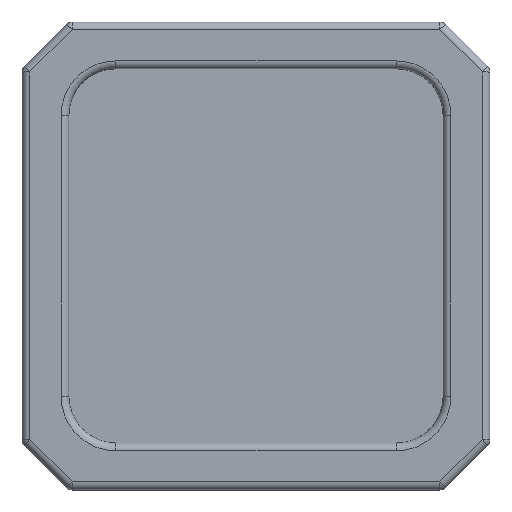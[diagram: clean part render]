
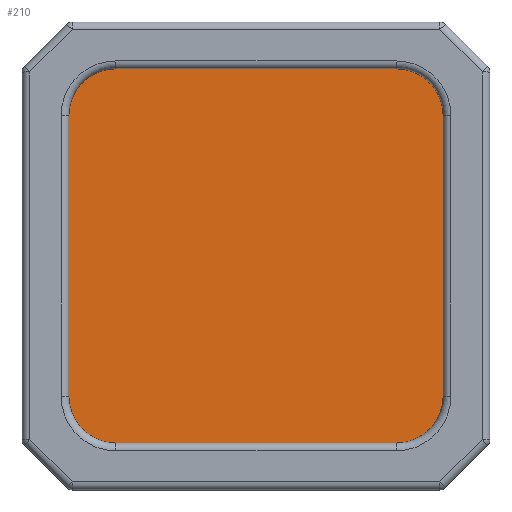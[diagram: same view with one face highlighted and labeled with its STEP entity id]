
A CAD part, top view. The second image highlights one B-rep face of the part: STEP entity #210.
In plain terms, the highlighted planar face has unit normal (0, 0, 1).
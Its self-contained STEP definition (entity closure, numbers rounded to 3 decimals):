
#36 = DIRECTION ( 'NONE',  ( -1., 0., 0. ) ) ;
#187 = CARTESIAN_POINT ( 'NONE',  ( 1.5, -15.056, 5. ) ) ;
#210 = ADVANCED_FACE ( 'NONE', ( #1921 ), #365, .T. ) ;
#258 = ORIENTED_EDGE ( 'NONE', *, *, #1741, .F. ) ;
#264 = EDGE_CURVE ( 'NONE', #733, #1058, #1218, .T. ) ;
#296 = VERTEX_POINT ( 'NONE', #1177 ) ;
#314 = CIRCLE ( 'NONE', #1387, 3. ) ;
#339 = DIRECTION ( 'NONE',  ( 0., 0., -1. ) ) ;
#348 = DIRECTION ( 'NONE',  ( 0., 0., -1. ) ) ;
#365 = PLANE ( 'NONE',  #1173 ) ;
#393 = VECTOR ( 'NONE', #566, 1000. ) ;
#461 = VERTEX_POINT ( 'NONE', #1476 ) ;
#501 = EDGE_CURVE ( 'NONE', #296, #999, #1214, .T. ) ;
#516 = CARTESIAN_POINT ( 'NONE',  ( -16.5, 2.944, 5. ) ) ;
#556 = ORIENTED_EDGE ( 'NONE', *, *, #501, .F. ) ;
#562 = ORIENTED_EDGE ( 'NONE', *, *, #1395, .F. ) ;
#566 = DIRECTION ( 'NONE',  ( 0., -1., 0. ) ) ;
#625 = DIRECTION ( 'NONE',  ( 1., 0., 0. ) ) ;
#715 = CIRCLE ( 'NONE', #839, 3. ) ;
#733 = VERTEX_POINT ( 'NONE', #1299 ) ;
#764 = DIRECTION ( 'NONE',  ( 1., 0., 0. ) ) ;
#772 = VERTEX_POINT ( 'NONE', #1449 ) ;
#805 = VECTOR ( 'NONE', #36, 1000. ) ;
#831 = DIRECTION ( 'NONE',  ( 1., 0., 0. ) ) ;
#839 = AXIS2_PLACEMENT_3D ( 'NONE', #187, #339, #764 ) ;
#852 = EDGE_CURVE ( 'NONE', #461, #296, #1212, .T. ) ;
#895 = VERTEX_POINT ( 'NONE', #1871 ) ;
#986 = CARTESIAN_POINT ( 'NONE',  ( 0., 5.944, 5. ) ) ;
#999 = VERTEX_POINT ( 'NONE', #1902 ) ;
#1021 = ORIENTED_EDGE ( 'NONE', *, *, #1562, .F. ) ;
#1058 = VERTEX_POINT ( 'NONE', #1759 ) ;
#1087 = CARTESIAN_POINT ( 'NONE',  ( -16.5, -15.056, 5. ) ) ;
#1120 = CARTESIAN_POINT ( 'NONE',  ( 0., -18.056, 5. ) ) ;
#1173 = AXIS2_PLACEMENT_3D ( 'NONE', #1872, #1583, #831 ) ;
#1177 = CARTESIAN_POINT ( 'NONE',  ( -16.5, -18.056, 5. ) ) ;
#1212 = LINE ( 'NONE', #1120, #805 ) ;
#1214 = CIRCLE ( 'NONE', #1313, 3. ) ;
#1215 = DIRECTION ( 'NONE',  ( 0., 0., -1. ) ) ;
#1218 = LINE ( 'NONE', #1311, #393 ) ;
#1259 = VECTOR ( 'NONE', #1485, 1000. ) ;
#1278 = ORIENTED_EDGE ( 'NONE', *, *, #852, .F. ) ;
#1299 = CARTESIAN_POINT ( 'NONE',  ( 4.5, 2.944, 5. ) ) ;
#1311 = CARTESIAN_POINT ( 'NONE',  ( 4.5, 0., 5. ) ) ;
#1313 = AXIS2_PLACEMENT_3D ( 'NONE', #1087, #1215, #625 ) ;
#1387 = AXIS2_PLACEMENT_3D ( 'NONE', #516, #348, #1855 ) ;
#1395 = EDGE_CURVE ( 'NONE', #1694, #733, #1588, .T. ) ;
#1401 = EDGE_LOOP ( 'NONE', ( #556, #1278, #1927, #1779, #562, #258, #1800, #1021 ) ) ;
#1449 = CARTESIAN_POINT ( 'NONE',  ( -19.5, 2.944, 5. ) ) ;
#1469 = VECTOR ( 'NONE', #1865, 1000. ) ;
#1476 = CARTESIAN_POINT ( 'NONE',  ( 1.5, -18.056, 5. ) ) ;
#1485 = DIRECTION ( 'NONE',  ( 0., 1., 0. ) ) ;
#1539 = CARTESIAN_POINT ( 'NONE',  ( 1.5, 5.944, 5. ) ) ;
#1562 = EDGE_CURVE ( 'NONE', #999, #772, #1655, .T. ) ;
#1571 = DIRECTION ( 'NONE',  ( 0., 0., -1. ) ) ;
#1583 = DIRECTION ( 'NONE',  ( 0., 0., 1. ) ) ;
#1588 = CIRCLE ( 'NONE', #1771, 3. ) ;
#1608 = CARTESIAN_POINT ( 'NONE',  ( 1.5, 2.944, 5. ) ) ;
#1646 = EDGE_CURVE ( 'NONE', #1058, #461, #715, .T. ) ;
#1655 = LINE ( 'NONE', #1943, #1259 ) ;
#1694 = VERTEX_POINT ( 'NONE', #1539 ) ;
#1720 = DIRECTION ( 'NONE',  ( 1., 0., 0. ) ) ;
#1741 = EDGE_CURVE ( 'NONE', #895, #1694, #1934, .T. ) ;
#1759 = CARTESIAN_POINT ( 'NONE',  ( 4.5, -15.056, 5. ) ) ;
#1768 = EDGE_CURVE ( 'NONE', #772, #895, #314, .T. ) ;
#1771 = AXIS2_PLACEMENT_3D ( 'NONE', #1608, #1571, #1720 ) ;
#1779 = ORIENTED_EDGE ( 'NONE', *, *, #264, .F. ) ;
#1800 = ORIENTED_EDGE ( 'NONE', *, *, #1768, .F. ) ;
#1855 = DIRECTION ( 'NONE',  ( 1., 0., 0. ) ) ;
#1865 = DIRECTION ( 'NONE',  ( 1., 0., 0. ) ) ;
#1871 = CARTESIAN_POINT ( 'NONE',  ( -16.5, 5.944, 5. ) ) ;
#1872 = CARTESIAN_POINT ( 'NONE',  ( 0., 0., 5. ) ) ;
#1902 = CARTESIAN_POINT ( 'NONE',  ( -19.5, -15.056, 5. ) ) ;
#1921 = FACE_OUTER_BOUND ( 'NONE', #1401, .T. ) ;
#1927 = ORIENTED_EDGE ( 'NONE', *, *, #1646, .F. ) ;
#1934 = LINE ( 'NONE', #986, #1469 ) ;
#1943 = CARTESIAN_POINT ( 'NONE',  ( -19.5, 0., 5. ) ) ;
